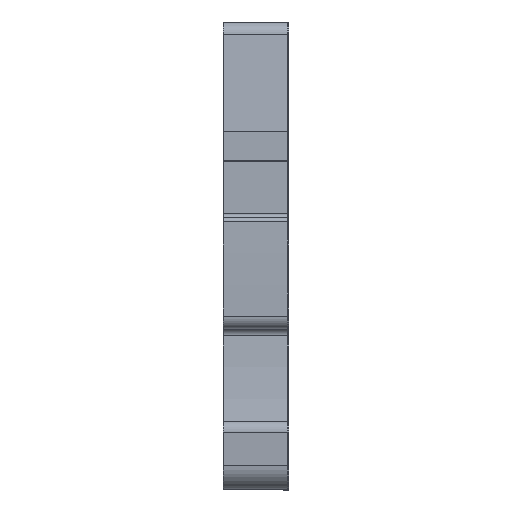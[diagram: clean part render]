
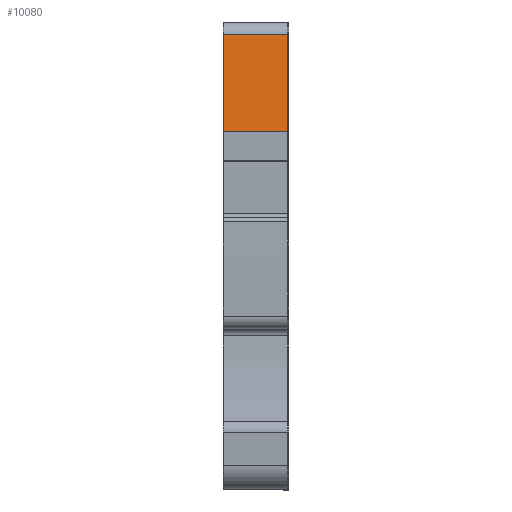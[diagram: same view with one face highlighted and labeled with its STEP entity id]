
A CAD part, front view. The second image highlights one B-rep face of the part: STEP entity #10080.
In plain terms, the highlighted planar face has unit normal (0, -0.996, 0.087).
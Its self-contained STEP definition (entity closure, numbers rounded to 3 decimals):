
#10053=AXIS2_PLACEMENT_3D('Plane Axis2P3D',#10050,#10051,#10052) ;
#10024=CARTESIAN_POINT('Line Origine',(2.5,1.937,27.7)) ;
#10028=CARTESIAN_POINT('Vertex',(5.,1.937,27.7)) ;
#10030=CARTESIAN_POINT('Vertex',(0.,1.937,27.7)) ;
#10050=CARTESIAN_POINT('Axis2P3D Location',(2.8,1.937,27.7)) ;
#10055=CARTESIAN_POINT('Line Origine',(2.5,2.596,35.237)) ;
#10059=CARTESIAN_POINT('Vertex',(5.,2.596,35.237)) ;
#10061=CARTESIAN_POINT('Vertex',(0.,2.596,35.237)) ;
#10064=CARTESIAN_POINT('Line Origine',(0.,2.266,31.469)) ;
#10069=CARTESIAN_POINT('Line Origine',(5.,2.266,31.469)) ;
#10025=DIRECTION('Vector Direction',(-1.,0.,0.)) ;
#10051=DIRECTION('Axis2P3D Direction',(0.,-0.996,0.087)) ;
#10052=DIRECTION('Axis2P3D XDirection',(0.,0.087,0.996)) ;
#10056=DIRECTION('Vector Direction',(-1.,0.,0.)) ;
#10065=DIRECTION('Vector Direction',(0.,0.087,0.996)) ;
#10070=DIRECTION('Vector Direction',(0.,0.087,0.996)) ;
#10026=VECTOR('Line Direction',#10025,1.) ;
#10057=VECTOR('Line Direction',#10056,1.) ;
#10066=VECTOR('Line Direction',#10065,1.) ;
#10071=VECTOR('Line Direction',#10070,1.) ;
#10075=ORIENTED_EDGE('',*,*,#10063,.T.) ;
#10076=ORIENTED_EDGE('',*,*,#10068,.F.) ;
#10077=ORIENTED_EDGE('',*,*,#10032,.F.) ;
#10078=ORIENTED_EDGE('',*,*,#10073,.T.) ;
#10080=ADVANCED_FACE('MLD1',(#10079),#10054,.T.) ;
#10032=EDGE_CURVE('',#10029,#10031,#10027,.T.) ;
#10063=EDGE_CURVE('',#10060,#10062,#10058,.T.) ;
#10068=EDGE_CURVE('',#10031,#10062,#10067,.T.) ;
#10073=EDGE_CURVE('',#10029,#10060,#10072,.T.) ;
#10074=EDGE_LOOP('',(#10075,#10076,#10077,#10078)) ;
#10079=FACE_OUTER_BOUND('',#10074,.T.) ;
#10027=LINE('Line',#10024,#10026) ;
#10058=LINE('Line',#10055,#10057) ;
#10067=LINE('Line',#10064,#10066) ;
#10072=LINE('Line',#10069,#10071) ;
#10054=PLANE('',#10053) ;
#10029=VERTEX_POINT('',#10028) ;
#10031=VERTEX_POINT('',#10030) ;
#10060=VERTEX_POINT('',#10059) ;
#10062=VERTEX_POINT('',#10061) ;
